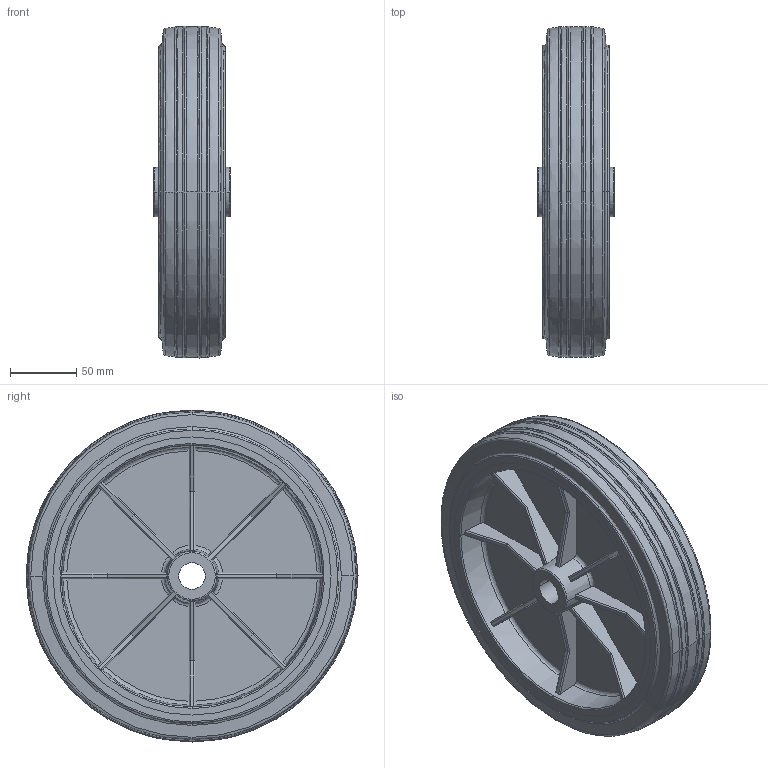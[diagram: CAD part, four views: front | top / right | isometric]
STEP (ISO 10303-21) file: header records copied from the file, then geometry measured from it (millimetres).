
FILE_DESCRIPTION (( 'STEP AP214' ), '1' );
FILE_NAME ('0014784.step', '2022-05-05T07:46:51', ( '' ), ( '' ), 'SwSTEP 2.0', 'SolidWorks 2020', '' );
FILE_SCHEMA (( 'AUTOMOTIVE_DESIGN' ));
Length unit declared in the file: millimetre
Products named in the file (1): 0014784
Bounding box: 58 x 250.78 x 250.78 mm (x, y, z)
Volume: 1103896.7 mm3; surface area: 260242.5 mm2
Topology: 2 solids, 2 shells, 246 faces, 676 edges, 436 vertices
Faces by surface type: plane 86, cylinder 70, bspline 68, cone 12, torus 10
Entity records: 15573 total; most frequent: CARTESIAN_POINT 7291, ORIENTED_EDGE 1352, DIRECTION 932, EDGE_CURVE 676, VERTEX_POINT 436, AXIS2_PLACEMENT_3D 353, EDGE_LOOP 252, UNCERTAINTY_MEASURE_WITH_UNIT 250
